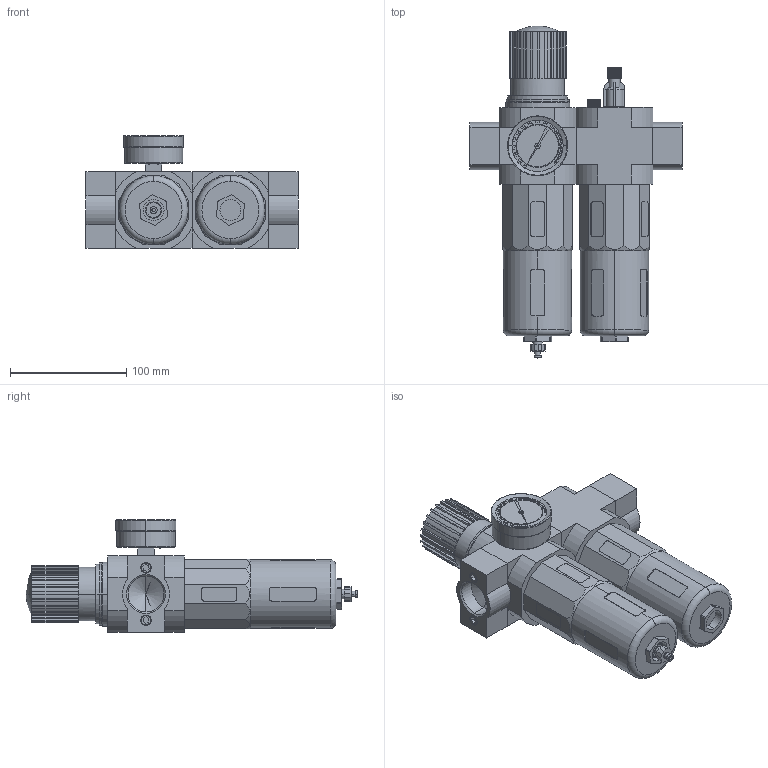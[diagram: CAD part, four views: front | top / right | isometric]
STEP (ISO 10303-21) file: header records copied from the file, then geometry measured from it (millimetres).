
FILE_DESCRIPTION (( 'STEP AP214' ), '1' );
FILE_NAME ('SA-CN60-25.STEP', '2025-11-25T11:45:23', ( 'KTP' ), ( '' ), 'SwSTEP 2.0', 'SolidWorks 2021', '' );
FILE_SCHEMA (( 'AUTOMOTIVE_DESIGN' ));
Length unit declared in the file: millimetre
Products named in the file (3): SA-CN40-15-manometr; SA-CN60-25
Assembly tree (2 placements, depth 2):
  SA-CN60-25
    SA-CN40-15-manometr
    SA-CN60-25
Bounding box: 182 x 285 x 97 mm (x, y, z)
Volume: 1523043.9 mm3; surface area: 151280.6 mm2
Topology: 8 solids, 8 shells, 1071 faces, 2784 edges, 1814 vertices
Faces by surface type: plane 588, cylinder 421, cone 40, torus 20, sphere 2
Entity records: 34128 total; most frequent: CARTESIAN_POINT 6810, DIRECTION 5806, ORIENTED_EDGE 5540, EDGE_CURVE 2770, AXIS2_PLACEMENT_3D 2048, VERTEX_POINT 1814, LINE 1710, VECTOR 1710
